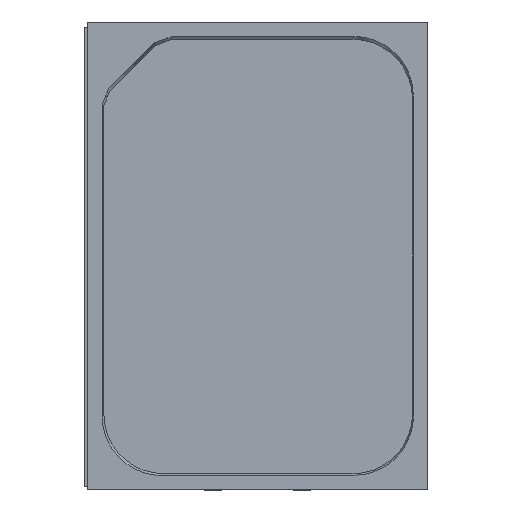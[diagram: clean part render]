
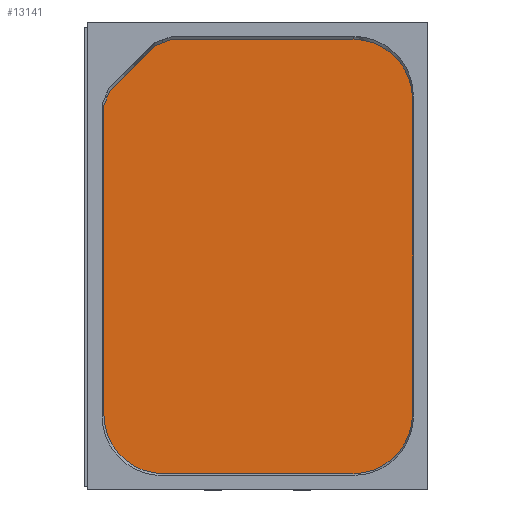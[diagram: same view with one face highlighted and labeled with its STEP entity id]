
A CAD part, top view. The second image highlights one B-rep face of the part: STEP entity #13141.
In plain terms, the highlighted planar face has unit normal (0, 0, 1).
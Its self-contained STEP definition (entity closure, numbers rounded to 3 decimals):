
#293 = ORIENTED_EDGE ( 'NONE', *, *, #5210, .T. ) ;
#541 = CARTESIAN_POINT ( 'NONE',  ( -1.599, 2.61, 0.6 ) ) ;
#968 = DIRECTION ( 'NONE',  ( 0., 0., 1. ) ) ;
#1108 = VERTEX_POINT ( 'NONE', #10845 ) ;
#1457 = CARTESIAN_POINT ( 'NONE',  ( -1.904, 0.445, 0.6 ) ) ;
#1571 = CARTESIAN_POINT ( 'NONE',  ( 0., 2.648, 0.6 ) ) ;
#2057 = ORIENTED_EDGE ( 'NONE', *, *, #14393, .T. ) ;
#2064 = PLANE ( 'NONE',  #13522 ) ;
#2169 = EDGE_LOOP ( 'NONE', ( #4612, #2057, #8498, #13493, #5571, #2739, #293, #4702, #3455, #5425 ) ) ;
#2739 = ORIENTED_EDGE ( 'NONE', *, *, #12874, .F. ) ;
#2754 = VECTOR ( 'NONE', #11367, 1000. ) ;
#2796 = CARTESIAN_POINT ( 'NONE',  ( -0.44, 2.648, 0.6 ) ) ;
#3159 = VERTEX_POINT ( 'NONE', #3599 ) ;
#3455 = ORIENTED_EDGE ( 'NONE', *, *, #3938, .T. ) ;
#3526 = VERTEX_POINT ( 'NONE', #2796 ) ;
#3599 = CARTESIAN_POINT ( 'NONE',  ( -1.868, 2.348, 0.6 ) ) ;
#3602 = CARTESIAN_POINT ( 'NONE',  ( -0.44, 0.445, 0.6 ) ) ;
#3759 = CIRCLE ( 'NONE', #9838, 0.35 ) ;
#3765 = VERTEX_POINT ( 'NONE', #12719 ) ;
#3932 = VECTOR ( 'NONE', #6796, 1000. ) ;
#3938 = EDGE_CURVE ( 'NONE', #7440, #1108, #9728, .T. ) ;
#4057 = LINE ( 'NONE', #1571, #10140 ) ;
#4346 = DIRECTION ( 'NONE',  ( 0., 0., 1. ) ) ;
#4612 = ORIENTED_EDGE ( 'NONE', *, *, #14455, .F. ) ;
#4702 = ORIENTED_EDGE ( 'NONE', *, *, #7276, .T. ) ;
#4775 = DIRECTION ( 'NONE',  ( 1., 0., 0. ) ) ;
#4878 = CARTESIAN_POINT ( 'NONE',  ( -1.504, 2.648, 0.6 ) ) ;
#4963 = AXIS2_PLACEMENT_3D ( 'NONE', #12536, #12432, #12385 ) ;
#5128 = AXIS2_PLACEMENT_3D ( 'NONE', #3602, #11589, #4775 ) ;
#5159 = CIRCLE ( 'NONE', #5128, 0.35 ) ;
#5210 = EDGE_CURVE ( 'NONE', #14247, #6639, #5687, .T. ) ;
#5425 = ORIENTED_EDGE ( 'NONE', *, *, #12233, .T. ) ;
#5470 = VECTOR ( 'NONE', #10590, 1000. ) ;
#5571 = ORIENTED_EDGE ( 'NONE', *, *, #7291, .T. ) ;
#5687 = LINE ( 'NONE', #6114, #12609 ) ;
#5998 = CIRCLE ( 'NONE', #4963, 0.35 ) ;
#6114 = CARTESIAN_POINT ( 'NONE',  ( -1.904, 0., 0.6 ) ) ;
#6215 = DIRECTION ( 'NONE',  ( 0., -1., 0. ) ) ;
#6639 = VERTEX_POINT ( 'NONE', #1457 ) ;
#6737 = VERTEX_POINT ( 'NONE', #14371 ) ;
#6796 = DIRECTION ( 'NONE',  ( 0., -1., 0. ) ) ;
#6969 = VERTEX_POINT ( 'NONE', #4878 ) ;
#7022 = CARTESIAN_POINT ( 'NONE',  ( -2.423, 0.993, 0.6 ) ) ;
#7276 = EDGE_CURVE ( 'NONE', #6639, #7440, #5998, .T. ) ;
#7291 = EDGE_CURVE ( 'NONE', #10211, #3159, #13732, .T. ) ;
#7371 = LINE ( 'NONE', #9150, #2754 ) ;
#7440 = VERTEX_POINT ( 'NONE', #12570 ) ;
#7783 = CARTESIAN_POINT ( 'NONE',  ( 0., 0., 0.6 ) ) ;
#8498 = ORIENTED_EDGE ( 'NONE', *, *, #12936, .F. ) ;
#8959 = DIRECTION ( 'NONE',  ( 1., 0., 0. ) ) ;
#9049 = FACE_OUTER_BOUND ( 'NONE', #2169, .T. ) ;
#9150 = CARTESIAN_POINT ( 'NONE',  ( -1.111, 2.804, 0.6 ) ) ;
#9728 = LINE ( 'NONE', #14010, #9980 ) ;
#9814 = VECTOR ( 'NONE', #12626, 1000. ) ;
#9838 = AXIS2_PLACEMENT_3D ( 'NONE', #11181, #4346, #12303 ) ;
#9980 = VECTOR ( 'NONE', #14062, 1000. ) ;
#10140 = VECTOR ( 'NONE', #10642, 1000. ) ;
#10211 = VERTEX_POINT ( 'NONE', #541 ) ;
#10590 = DIRECTION ( 'NONE',  ( 0.379, 0.925, 0. ) ) ;
#10642 = DIRECTION ( 'NONE',  ( 1., 0., 0. ) ) ;
#10845 = CARTESIAN_POINT ( 'NONE',  ( -0.44, 0.095, 0.6 ) ) ;
#11181 = CARTESIAN_POINT ( 'NONE',  ( -0.44, 2.298, 0.6 ) ) ;
#11367 = DIRECTION ( 'NONE',  ( 0.93, 0.368, 0. ) ) ;
#11535 = EDGE_CURVE ( 'NONE', #10211, #6969, #7371, .T. ) ;
#11539 = LINE ( 'NONE', #7022, #5470 ) ;
#11589 = DIRECTION ( 'NONE',  ( 0., 0., 1. ) ) ;
#12023 = CARTESIAN_POINT ( 'NONE',  ( -1.904, 2.26, 0.6 ) ) ;
#12233 = EDGE_CURVE ( 'NONE', #1108, #3765, #5159, .T. ) ;
#12303 = DIRECTION ( 'NONE',  ( 1., 0., 0. ) ) ;
#12385 = DIRECTION ( 'NONE',  ( 1., 0., 0. ) ) ;
#12432 = DIRECTION ( 'NONE',  ( 0., 0., 1. ) ) ;
#12536 = CARTESIAN_POINT ( 'NONE',  ( -1.554, 0.445, 0.6 ) ) ;
#12570 = CARTESIAN_POINT ( 'NONE',  ( -1.554, 0.095, 0.6 ) ) ;
#12609 = VECTOR ( 'NONE', #6215, 1000. ) ;
#12626 = DIRECTION ( 'NONE',  ( -0.715, -0.699, 0. ) ) ;
#12627 = LINE ( 'NONE', #13539, #3932 ) ;
#12719 = CARTESIAN_POINT ( 'NONE',  ( -0.09, 0.445, 0.6 ) ) ;
#12769 = CARTESIAN_POINT ( 'NONE',  ( -2.087, 2.134, 0.6 ) ) ;
#12874 = EDGE_CURVE ( 'NONE', #14247, #3159, #11539, .T. ) ;
#12936 = EDGE_CURVE ( 'NONE', #6969, #3526, #4057, .T. ) ;
#13141 = ADVANCED_FACE ( 'NONE', ( #9049 ), #2064, .T. ) ;
#13493 = ORIENTED_EDGE ( 'NONE', *, *, #11535, .F. ) ;
#13522 = AXIS2_PLACEMENT_3D ( 'NONE', #7783, #968, #8959 ) ;
#13539 = CARTESIAN_POINT ( 'NONE',  ( -0.09, 0., 0.6 ) ) ;
#13732 = LINE ( 'NONE', #12769, #9814 ) ;
#14010 = CARTESIAN_POINT ( 'NONE',  ( 0., 0.095, 0.6 ) ) ;
#14062 = DIRECTION ( 'NONE',  ( 1., 0., 0. ) ) ;
#14247 = VERTEX_POINT ( 'NONE', #12023 ) ;
#14371 = CARTESIAN_POINT ( 'NONE',  ( -0.09, 2.298, 0.6 ) ) ;
#14393 = EDGE_CURVE ( 'NONE', #6737, #3526, #3759, .T. ) ;
#14455 = EDGE_CURVE ( 'NONE', #6737, #3765, #12627, .T. ) ;
